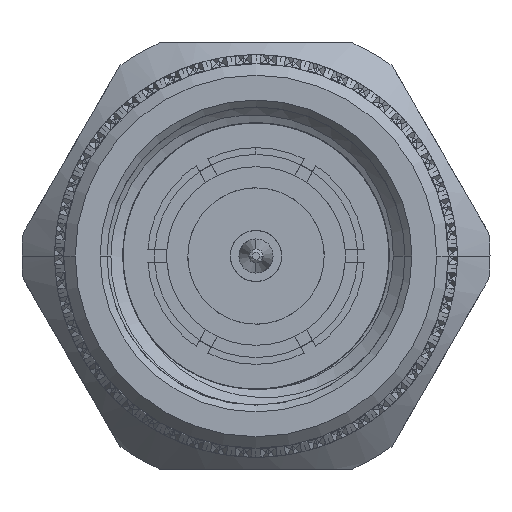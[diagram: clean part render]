
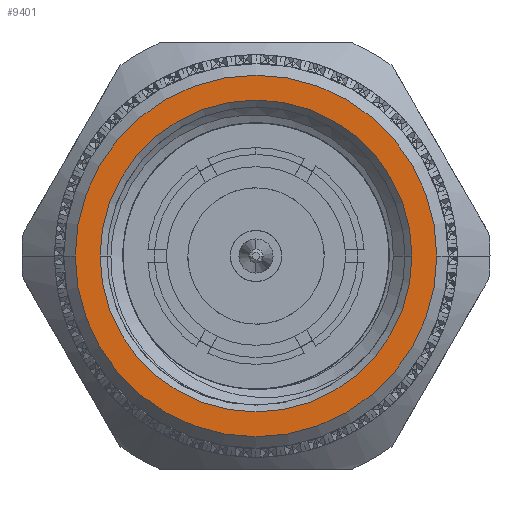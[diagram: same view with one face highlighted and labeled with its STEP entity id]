
A CAD part, left-side view. The second image highlights one B-rep face of the part: STEP entity #9401.
In plain terms, the highlighted planar face has unit normal (-1, 0, 0).
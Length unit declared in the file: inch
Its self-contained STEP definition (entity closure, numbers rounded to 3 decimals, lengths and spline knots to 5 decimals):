
#1587 = AXIS2_PLACEMENT_3D ( 'NONE', #47899, #69428, #5180 ) ;
#1971 = ORIENTED_EDGE ( 'NONE', *, *, #45224, .F. ) ;
#3748 = CARTESIAN_POINT ( 'NONE',  ( 0., -0.22875, 0. ) ) ;
#4831 = FACE_OUTER_BOUND ( 'NONE', #31360, .T. ) ;
#5180 = DIRECTION ( 'NONE',  ( 0., 1., 0. ) ) ;
#7313 = VERTEX_POINT ( 'NONE', #16923 ) ;
#7483 = DIRECTION ( 'NONE',  ( 1., 0., 0. ) ) ;
#9401 = ADVANCED_FACE ( 'NONE', ( #37661, #4831 ), #26369, .F. ) ;
#9733 = CIRCLE ( 'NONE', #52586, 0.26528 ) ;
#11140 = VERTEX_POINT ( 'NONE', #39916 ) ;
#11714 = VERTEX_POINT ( 'NONE', #63608 ) ;
#14785 = CARTESIAN_POINT ( 'NONE',  ( 0., 0., 0. ) ) ;
#15473 = EDGE_CURVE ( 'NONE', #7313, #59462, #55974, .T. ) ;
#16923 = CARTESIAN_POINT ( 'NONE',  ( 0., 0.22875, 0. ) ) ;
#19245 = EDGE_LOOP ( 'NONE', ( #65001, #26817 ) ) ;
#19898 = AXIS2_PLACEMENT_3D ( 'NONE', #25021, #24671, #68063 ) ;
#24671 = DIRECTION ( 'NONE',  ( 1., 0., 0. ) ) ;
#25021 = CARTESIAN_POINT ( 'NONE',  ( 0., 0., 0. ) ) ;
#26369 = PLANE ( 'NONE',  #1587 ) ;
#26394 = DIRECTION ( 'NONE',  ( 1., 0., 0. ) ) ;
#26817 = ORIENTED_EDGE ( 'NONE', *, *, #15473, .T. ) ;
#31360 = EDGE_LOOP ( 'NONE', ( #1971, #68274 ) ) ;
#32964 = CARTESIAN_POINT ( 'NONE',  ( 0., 0., 0. ) ) ;
#34486 = CIRCLE ( 'NONE', #62640, 0.22875 ) ;
#34695 = CARTESIAN_POINT ( 'NONE',  ( 0., 0., 0. ) ) ;
#37661 = FACE_BOUND ( 'NONE', #19245, .T. ) ;
#38017 = EDGE_CURVE ( 'NONE', #11140, #11714, #51274, .T. ) ;
#39916 = CARTESIAN_POINT ( 'NONE',  ( 0., -0.26528, 0. ) ) ;
#45224 = EDGE_CURVE ( 'NONE', #11714, #11140, #9733, .T. ) ;
#47899 = CARTESIAN_POINT ( 'NONE',  ( 0., 0.27, 0. ) ) ;
#50908 = DIRECTION ( 'NONE',  ( 0., 1., 0. ) ) ;
#51274 = CIRCLE ( 'NONE', #63657, 0.26528 ) ;
#52586 = AXIS2_PLACEMENT_3D ( 'NONE', #34695, #7483, #50908 ) ;
#54485 = DIRECTION ( 'NONE',  ( 1., 0., 0. ) ) ;
#55974 = CIRCLE ( 'NONE', #19898, 0.22875 ) ;
#59462 = VERTEX_POINT ( 'NONE', #3748 ) ;
#60739 = EDGE_CURVE ( 'NONE', #59462, #7313, #34486, .T. ) ;
#62640 = AXIS2_PLACEMENT_3D ( 'NONE', #32964, #54485, #65426 ) ;
#63608 = CARTESIAN_POINT ( 'NONE',  ( 0., 0.26528, 0. ) ) ;
#63657 = AXIS2_PLACEMENT_3D ( 'NONE', #14785, #26394, #69108 ) ;
#65001 = ORIENTED_EDGE ( 'NONE', *, *, #60739, .T. ) ;
#65426 = DIRECTION ( 'NONE',  ( 0., 1., 0. ) ) ;
#68063 = DIRECTION ( 'NONE',  ( 0., 1., 0. ) ) ;
#68274 = ORIENTED_EDGE ( 'NONE', *, *, #38017, .F. ) ;
#69108 = DIRECTION ( 'NONE',  ( 0., 1., 0. ) ) ;
#69428 = DIRECTION ( 'NONE',  ( 1., 0., 0. ) ) ;
